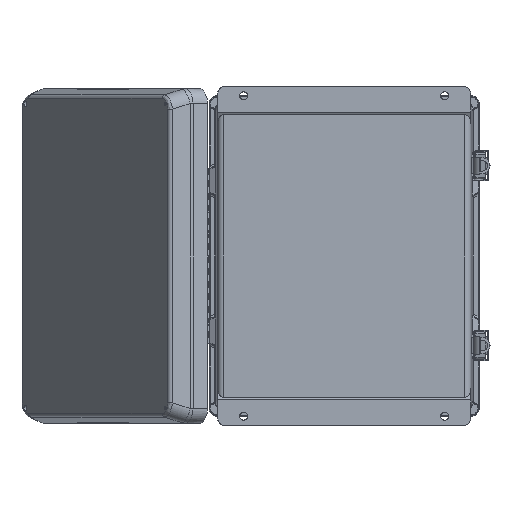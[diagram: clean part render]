
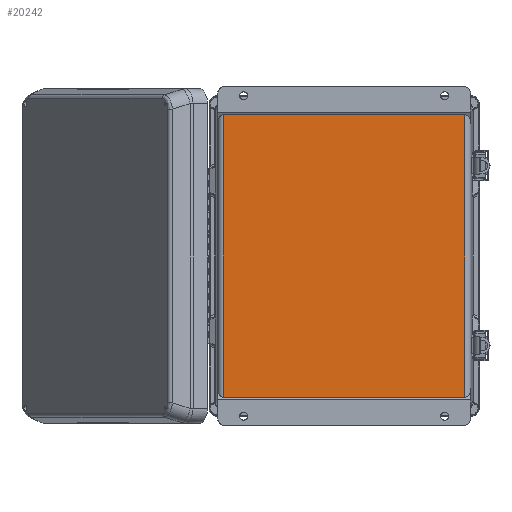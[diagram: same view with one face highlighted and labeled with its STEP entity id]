
A CAD part, front view. The second image highlights one B-rep face of the part: STEP entity #20242.
In plain terms, the highlighted planar face has unit normal (0, -1, 0).
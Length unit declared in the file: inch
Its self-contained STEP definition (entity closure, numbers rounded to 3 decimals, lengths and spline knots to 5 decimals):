
#633 = LINE ( 'NONE', #38242, #7110 ) ;
#1676 = ORIENTED_EDGE ( 'NONE', *, *, #4978, .F. ) ;
#1975 = DIRECTION ( 'NONE',  ( 0., 0., 1. ) ) ;
#3184 = LINE ( 'NONE', #3354, #27668 ) ;
#3354 = CARTESIAN_POINT ( 'NONE',  ( 5.11811, 0.05906, -1.12591 ) ) ;
#4978 = EDGE_CURVE ( 'NONE', #13664, #22470, #25296, .T. ) ;
#5041 = EDGE_CURVE ( 'NONE', #10274, #13664, #33798, .T. ) ;
#5490 = CARTESIAN_POINT ( 'NONE',  ( 4.80523, 0.05906, -1.12591 ) ) ;
#6884 = EDGE_CURVE ( 'NONE', #38669, #22470, #3184, .T. ) ;
#7110 = VECTOR ( 'NONE', #9542, 39.37008 ) ;
#9232 = CARTESIAN_POINT ( 'NONE',  ( 4.80523, 0.05906, -12.37803 ) ) ;
#9542 = DIRECTION ( 'NONE',  ( 0., 0., 1. ) ) ;
#9776 = DIRECTION ( 'NONE',  ( -1., 0., 0. ) ) ;
#10274 = VERTEX_POINT ( 'NONE', #9232 ) ;
#10295 = VECTOR ( 'NONE', #1975, 39.37008 ) ;
#10947 = AXIS2_PLACEMENT_3D ( 'NONE', #21748, #34463, #24982 ) ;
#11529 = EDGE_CURVE ( 'NONE', #10274, #38669, #633, .T. ) ;
#13664 = VERTEX_POINT ( 'NONE', #27614 ) ;
#15751 = VECTOR ( 'NONE', #40612, 39.37008 ) ;
#16704 = ORIENTED_EDGE ( 'NONE', *, *, #11529, .T. ) ;
#18530 = PLANE ( 'NONE',  #10947 ) ;
#19607 = EDGE_LOOP ( 'NONE', ( #1676, #19913, #16704, #23979 ) ) ;
#19913 = ORIENTED_EDGE ( 'NONE', *, *, #5041, .F. ) ;
#20242 = ADVANCED_FACE ( 'NONE', ( #35600 ), #18530, .F. ) ;
#21078 = CARTESIAN_POINT ( 'NONE',  ( -4.80523, 0.05906, -1.12591 ) ) ;
#21748 = CARTESIAN_POINT ( 'NONE',  ( 5.11811, 0.05906, -1.12591 ) ) ;
#22470 = VERTEX_POINT ( 'NONE', #26364 ) ;
#23979 = ORIENTED_EDGE ( 'NONE', *, *, #6884, .T. ) ;
#24982 = DIRECTION ( 'NONE',  ( 0., 0., 1. ) ) ;
#25296 = LINE ( 'NONE', #21078, #10295 ) ;
#26364 = CARTESIAN_POINT ( 'NONE',  ( -4.80523, 0.05906, -1.12591 ) ) ;
#27614 = CARTESIAN_POINT ( 'NONE',  ( -4.80523, 0.05906, -12.37803 ) ) ;
#27668 = VECTOR ( 'NONE', #9776, 39.37008 ) ;
#33798 = LINE ( 'NONE', #37341, #15751 ) ;
#34463 = DIRECTION ( 'NONE',  ( 0., 1., 0. ) ) ;
#35600 = FACE_OUTER_BOUND ( 'NONE', #19607, .T. ) ;
#37341 = CARTESIAN_POINT ( 'NONE',  ( 5.11811, 0.05906, -12.37803 ) ) ;
#38242 = CARTESIAN_POINT ( 'NONE',  ( 4.80523, 0.05906, -1.12591 ) ) ;
#38669 = VERTEX_POINT ( 'NONE', #5490 ) ;
#40612 = DIRECTION ( 'NONE',  ( -1., 0., 0. ) ) ;
